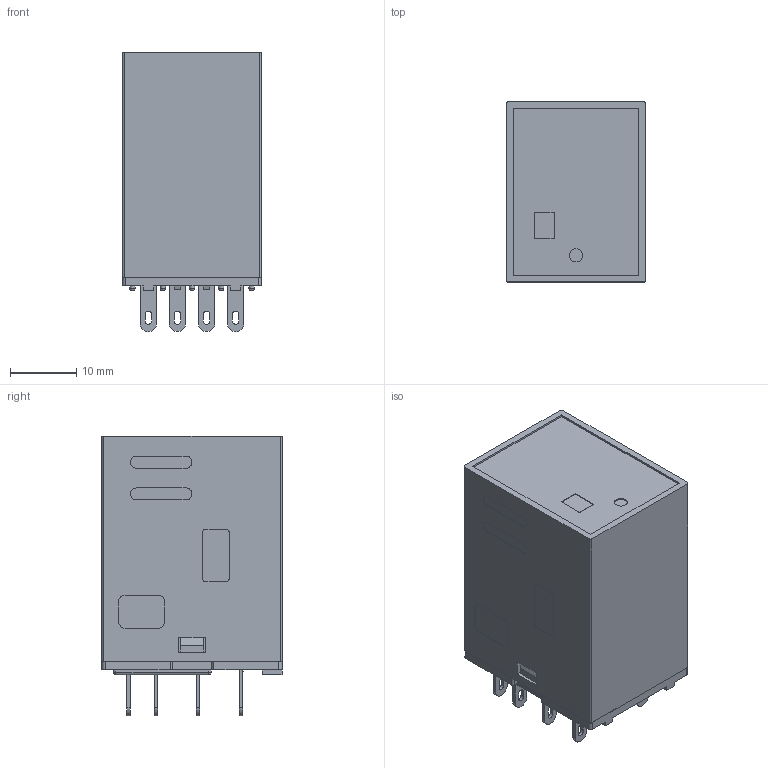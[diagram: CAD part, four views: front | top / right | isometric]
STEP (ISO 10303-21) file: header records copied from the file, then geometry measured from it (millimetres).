
FILE_DESCRIPTION(/* description */ (''),/* implementation_level */ '2;1');
FILE_NAME(/* name */ 'MY4 zheng ti zu.stp',/* time_stamp */ '2021-12-15T14:47:02+08:00',/* author */ (''),/* organization */ (''),/* preprocessor_version */ 'ST-DEVELOPER v11',/* originating_system */ 'SIEMENS UGS NX 6.0',/* authorisation */ '');
FILE_SCHEMA (('CONFIG_CONTROL_DESIGN'));
Length unit declared in the file: millimetre
Products named in the file (1): MY4 zheng ti zu
Bounding box: 21 x 27.2 x 42.2 mm (x, y, z)
Volume: 6305.8 mm3; surface area: 11379.9 mm2
Topology: 16 solids, 16 shells, 1205 faces, 3225 edges, 2140 vertices
Faces by surface type: plane 915, cylinder 280, bspline 10
Full cylindrical faces by diameter (mm): 1.5 x8, 2 x1
Entity records: 37600 total; most frequent: CARTESIAN_POINT 6716, ORIENTED_EDGE 6436, DIRECTION 6180, EDGE_CURVE 3218, LINE 2648, VECTOR 2648, VERTEX_POINT 2142, AXIS2_PLACEMENT_3D 1766
